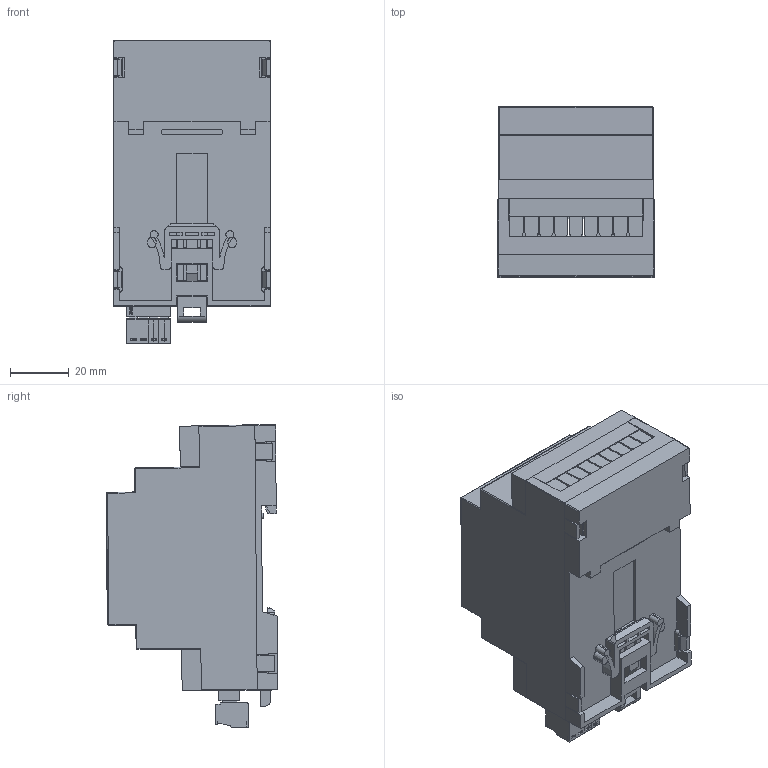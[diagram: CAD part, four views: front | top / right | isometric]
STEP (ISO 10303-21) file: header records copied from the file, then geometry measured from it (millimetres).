
FILE_DESCRIPTION (( 'STEP AP214' ), '1' );
FILE_NAME ('3d_ÑÁ ÑÐ6784_2Ezernet_È1.STEP', '2022-11-28T10:45:34', ( 'Àëÿ' ), ( '' ), 'SwSTEP 2.0', 'SolidWorks 2010', '' );
FILE_SCHEMA (( 'AUTOMOTIVE_DESIGN' ));
Length unit declared in the file: millimetre
Products named in the file (9): Open CASCADE STEP translator 6.8 1.6.1.2; Open CASCADE STEP translator 6.8 1.6.1.3; Âèëêà 4 êîíò; Ñá_âèë-ðîç 4 êîíò; 3d_ﾑﾁ ﾑﾐ6784_2Ezernet_ﾈ1; Âèëêà IDC (CONNFLY); 扻豵鵨 D3mg_旃6784; Ðîçåòêà 4 êîíò; 3d_Ezerrnet
Assembly tree (10 placements, depth 3):
  3d_ﾑﾁ ﾑﾐ6784_2Ezernet_ﾈ1
    扻豵鵨 D3mg_旃6784
    Âèëêà IDC (CONNFLY)  x2
    3d_Ezerrnet  x2
      Open CASCADE STEP translator 6.8 1.6.1.3
      Open CASCADE STEP translator 6.8 1.6.1.2
    Ñá_âèë-ðîç 4 êîíò
      Âèëêà 4 êîíò
      Ðîçåòêà 4 êîíò
Bounding box: 53.3 x 58.27 x 102.7 mm (x, y, z)
Volume: 52508 mm3; surface area: 76961 mm2
Topology: 180 solids, 455 shells, 6424 faces, 17143 edges, 11503 vertices
Faces by surface type: plane 4759, cylinder 914, bspline 492, torus 100, sphere 96, cone 63
Entity records: 179769 total; most frequent: CARTESIAN_POINT 37828, ORIENTED_EDGE 23336, DIRECTION 20706, EDGE_CURVE 11976, VECTOR 9782, LINE 9782, VERTEX_POINT 7997, AXIS2_PLACEMENT_3D 5462
